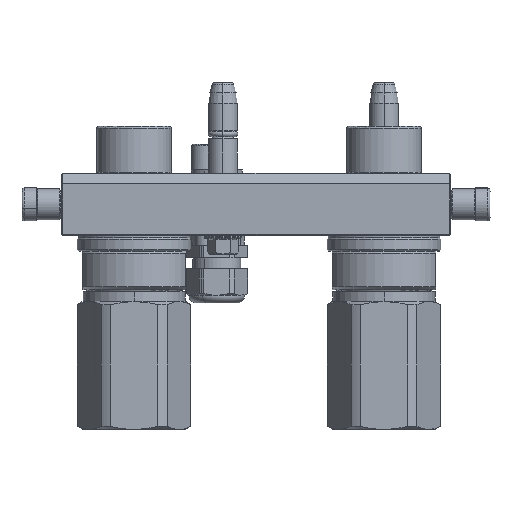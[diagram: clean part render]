
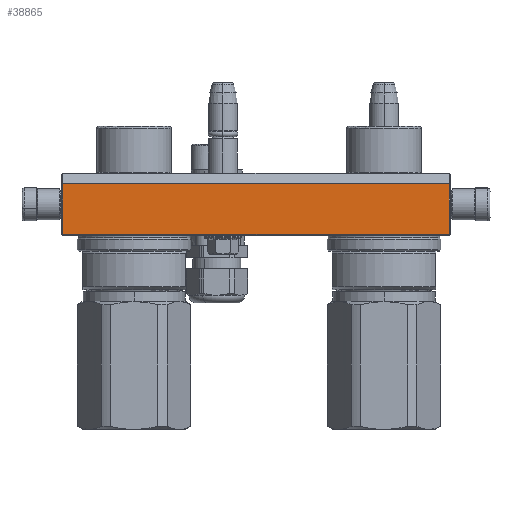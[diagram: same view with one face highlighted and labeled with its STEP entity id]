
A CAD part, left-side view. The second image highlights one B-rep face of the part: STEP entity #38865.
In plain terms, the highlighted face is planar.
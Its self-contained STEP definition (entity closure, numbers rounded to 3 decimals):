
#56 = ORIENTED_EDGE ( 'NONE', *, *, #48170, .T. ) ;
#909 = DIRECTION ( 'NONE',  ( 0., 0., -1. ) ) ;
#2325 = CARTESIAN_POINT ( 'NONE',  ( -93.5, 5., -45. ) ) ;
#3091 = CARTESIAN_POINT ( 'NONE',  ( -93.5, 5., -45. ) ) ;
#3333 = LINE ( 'NONE', #31991, #35096 ) ;
#3505 = DIRECTION ( 'NONE',  ( -1., 0., 0. ) ) ;
#9234 = FACE_OUTER_BOUND ( 'NONE', #14738, .T. ) ;
#9394 = DIRECTION ( 'NONE',  ( -1., 0., 0. ) ) ;
#10544 = DIRECTION ( 'NONE',  ( -1., 0., 0. ) ) ;
#11117 = VERTEX_POINT ( 'NONE', #3091 ) ;
#13535 = LINE ( 'NONE', #21719, #33645 ) ;
#14197 = LINE ( 'NONE', #31251, #43363 ) ;
#14443 = AXIS2_PLACEMENT_3D ( 'NONE', #25768, #909, #9394 ) ;
#14669 = CARTESIAN_POINT ( 'NONE',  ( 93.5, 5., -45. ) ) ;
#14708 = EDGE_CURVE ( 'NONE', #18405, #23060, #3333, .T. ) ;
#14738 = EDGE_LOOP ( 'NONE', ( #27993, #15735, #17926, #56 ) ) ;
#15735 = ORIENTED_EDGE ( 'NONE', *, *, #14708, .F. ) ;
#17926 = ORIENTED_EDGE ( 'NONE', *, *, #32718, .F. ) ;
#18405 = VERTEX_POINT ( 'NONE', #38651 ) ;
#21719 = CARTESIAN_POINT ( 'NONE',  ( 93.5, 5., -45. ) ) ;
#22267 = PLANE ( 'NONE',  #14443 ) ;
#23060 = VERTEX_POINT ( 'NONE', #35066 ) ;
#25768 = CARTESIAN_POINT ( 'NONE',  ( 94., 0., -45. ) ) ;
#27542 = DIRECTION ( 'NONE',  ( 0., 1., 0. ) ) ;
#27670 = VECTOR ( 'NONE', #27542, 1000. ) ;
#27993 = ORIENTED_EDGE ( 'NONE', *, *, #37095, .T. ) ;
#31251 = CARTESIAN_POINT ( 'NONE',  ( 93.5, 5., -45. ) ) ;
#31991 = CARTESIAN_POINT ( 'NONE',  ( 93.5, 29.5, -45. ) ) ;
#32718 = EDGE_CURVE ( 'NONE', #50334, #18405, #13535, .T. ) ;
#33645 = VECTOR ( 'NONE', #42915, 1000. ) ;
#34160 = LINE ( 'NONE', #2325, #27670 ) ;
#35066 = CARTESIAN_POINT ( 'NONE',  ( -93.5, 29.5, -45. ) ) ;
#35096 = VECTOR ( 'NONE', #3505, 1000. ) ;
#37095 = EDGE_CURVE ( 'NONE', #11117, #23060, #34160, .T. ) ;
#38651 = CARTESIAN_POINT ( 'NONE',  ( 93.5, 29.5, -45. ) ) ;
#38865 = ADVANCED_FACE ( 'NONE', ( #9234 ), #22267, .T. ) ;
#42915 = DIRECTION ( 'NONE',  ( 0., 1., 0. ) ) ;
#43363 = VECTOR ( 'NONE', #10544, 1000. ) ;
#48170 = EDGE_CURVE ( 'NONE', #50334, #11117, #14197, .T. ) ;
#50334 = VERTEX_POINT ( 'NONE', #14669 ) ;
